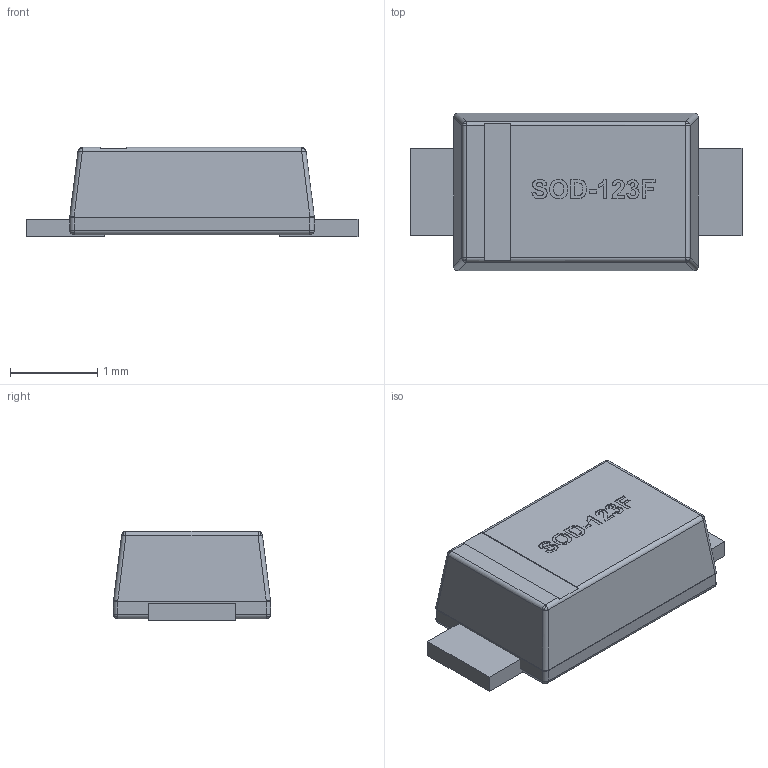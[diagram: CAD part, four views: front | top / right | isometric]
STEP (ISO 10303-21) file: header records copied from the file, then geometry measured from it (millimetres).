
FILE_DESCRIPTION (( 'STEP AP214' ), '1' );
FILE_NAME ('User Library-SOD-123F.STEP', '2022-05-07T18:10:36', ( '' ), ( '' ), 'SwSTEP 2.0', 'SolidWorks 2021', '' );
FILE_SCHEMA (( 'AUTOMOTIVE_DESIGN' ));
Length unit declared in the file: millimetre
Products named in the file (1): User Library-SOD-123F
Bounding box: 3.8 x 1.8 x 1.02 mm (x, y, z)
Volume: 5 mm3; surface area: 22.9 mm2
Topology: 3 solids, 3 shells, 217 faces, 591 edges, 370 vertices
Faces by surface type: bspline 127, plane 70, cylinder 20
Entity records: 8026 total; most frequent: CARTESIAN_POINT 3278, ORIENTED_EDGE 1142, DIRECTION 615, EDGE_CURVE 571, VERTEX_POINT 370, LINE 281, VECTOR 281, EDGE_LOOP 227
